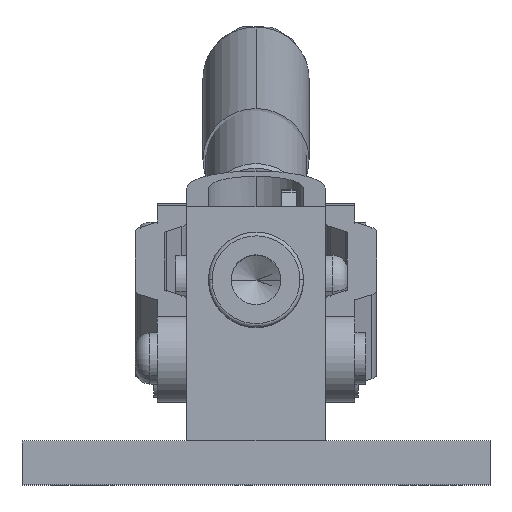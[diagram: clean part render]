
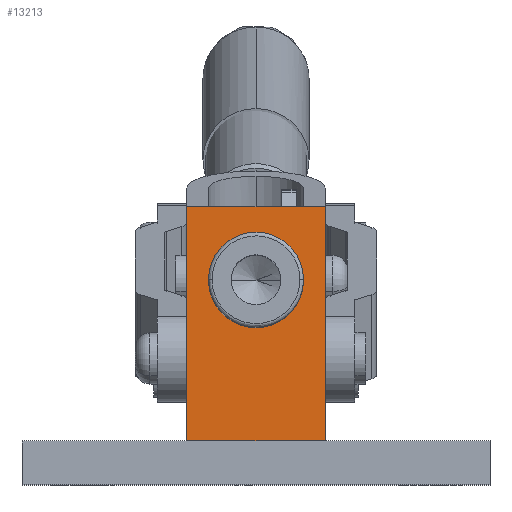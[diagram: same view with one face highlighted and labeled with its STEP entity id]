
A CAD part, top view. The second image highlights one B-rep face of the part: STEP entity #13213.
In plain terms, the highlighted planar face has unit normal (0, 0, 1).
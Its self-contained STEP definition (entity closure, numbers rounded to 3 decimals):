
#130 = ORIENTED_EDGE ( 'NONE', *, *, #16986, .T. ) ;
#1243 = CARTESIAN_POINT ( 'NONE',  ( -9.5, 10., 0. ) ) ;
#1269 = EDGE_CURVE ( 'NONE', #16711, #14085, #4401, .T. ) ;
#1670 = DIRECTION ( 'NONE',  ( 0., 0., -1. ) ) ;
#1975 = LINE ( 'NONE', #16229, #15759 ) ;
#2056 = CARTESIAN_POINT ( 'NONE',  ( 0., 0., 0. ) ) ;
#2123 = ORIENTED_EDGE ( 'NONE', *, *, #11918, .T. ) ;
#3139 = CARTESIAN_POINT ( 'NONE',  ( -9.5, -6., 0. ) ) ;
#4401 = LINE ( 'NONE', #11229, #9163 ) ;
#4602 = CARTESIAN_POINT ( 'NONE',  ( -9.5, -22., 0. ) ) ;
#5395 = DIRECTION ( 'NONE',  ( 1., 0., 0. ) ) ;
#5873 = DIRECTION ( 'NONE',  ( 0., -1., 0. ) ) ;
#5936 = DIRECTION ( 'NONE',  ( 1., 0., 0. ) ) ;
#6123 = CARTESIAN_POINT ( 'NONE',  ( 6.5, 0., 0. ) ) ;
#6181 = CIRCLE ( 'NONE', #10014, 6.5 ) ;
#6234 = AXIS2_PLACEMENT_3D ( 'NONE', #13950, #8417, #5395 ) ;
#6543 = EDGE_CURVE ( 'NONE', #14255, #15499, #6181, .T. ) ;
#7082 = CARTESIAN_POINT ( 'NONE',  ( 9.5, -22., 0. ) ) ;
#7461 = DIRECTION ( 'NONE',  ( 1., 0., 0. ) ) ;
#7493 = CARTESIAN_POINT ( 'NONE',  ( -6.5, 0., 0. ) ) ;
#8417 = DIRECTION ( 'NONE',  ( 0., 0., 1. ) ) ;
#8454 = LINE ( 'NONE', #14574, #17422 ) ;
#9163 = VECTOR ( 'NONE', #14064, 1000. ) ;
#9968 = VERTEX_POINT ( 'NONE', #7082 ) ;
#10014 = AXIS2_PLACEMENT_3D ( 'NONE', #11501, #1670, #17062 ) ;
#10099 = VERTEX_POINT ( 'NONE', #4602 ) ;
#11229 = CARTESIAN_POINT ( 'NONE',  ( 0., 10., 0. ) ) ;
#11396 = CARTESIAN_POINT ( 'NONE',  ( 9.5, 10., 0. ) ) ;
#11501 = CARTESIAN_POINT ( 'NONE',  ( 0., 0., 0. ) ) ;
#11814 = DIRECTION ( 'NONE',  ( 0., 0., -1. ) ) ;
#11918 = EDGE_CURVE ( 'NONE', #9968, #14085, #1975, .T. ) ;
#12125 = DIRECTION ( 'NONE',  ( 0., 1., 0. ) ) ;
#12356 = PLANE ( 'NONE',  #6234 ) ;
#12711 = EDGE_LOOP ( 'NONE', ( #13857, #13421, #130, #2123 ) ) ;
#13143 = CIRCLE ( 'NONE', #17039, 6.5 ) ;
#13213 = ADVANCED_FACE ( 'NONE', ( #16608, #15517 ), #12356, .T. ) ;
#13421 = ORIENTED_EDGE ( 'NONE', *, *, #15064, .T. ) ;
#13857 = ORIENTED_EDGE ( 'NONE', *, *, #1269, .F. ) ;
#13950 = CARTESIAN_POINT ( 'NONE',  ( 0., -6., 0. ) ) ;
#14064 = DIRECTION ( 'NONE',  ( 1., 0., 0. ) ) ;
#14085 = VERTEX_POINT ( 'NONE', #11396 ) ;
#14255 = VERTEX_POINT ( 'NONE', #6123 ) ;
#14273 = EDGE_CURVE ( 'NONE', #15499, #14255, #13143, .T. ) ;
#14574 = CARTESIAN_POINT ( 'NONE',  ( 0., -22., 0. ) ) ;
#14887 = ORIENTED_EDGE ( 'NONE', *, *, #6543, .T. ) ;
#15064 = EDGE_CURVE ( 'NONE', #16711, #10099, #15349, .T. ) ;
#15349 = LINE ( 'NONE', #3139, #16428 ) ;
#15499 = VERTEX_POINT ( 'NONE', #7493 ) ;
#15517 = FACE_OUTER_BOUND ( 'NONE', #12711, .T. ) ;
#15759 = VECTOR ( 'NONE', #12125, 1000. ) ;
#16007 = ORIENTED_EDGE ( 'NONE', *, *, #14273, .T. ) ;
#16229 = CARTESIAN_POINT ( 'NONE',  ( 9.5, -6., 0. ) ) ;
#16428 = VECTOR ( 'NONE', #5873, 1000. ) ;
#16608 = FACE_BOUND ( 'NONE', #16643, .T. ) ;
#16643 = EDGE_LOOP ( 'NONE', ( #14887, #16007 ) ) ;
#16711 = VERTEX_POINT ( 'NONE', #1243 ) ;
#16986 = EDGE_CURVE ( 'NONE', #10099, #9968, #8454, .T. ) ;
#17039 = AXIS2_PLACEMENT_3D ( 'NONE', #2056, #11814, #7461 ) ;
#17062 = DIRECTION ( 'NONE',  ( 1., 0., 0. ) ) ;
#17422 = VECTOR ( 'NONE', #5936, 1000. ) ;
